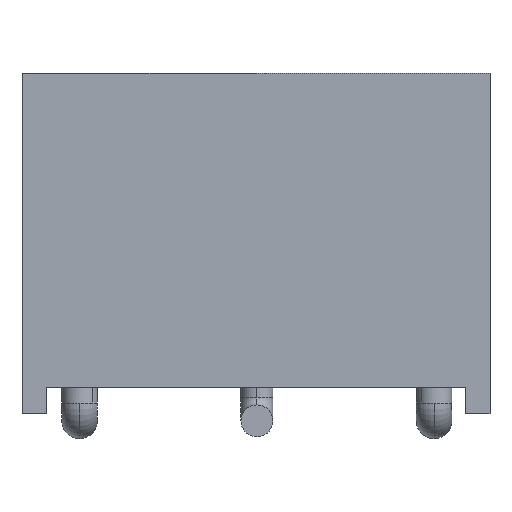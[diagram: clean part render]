
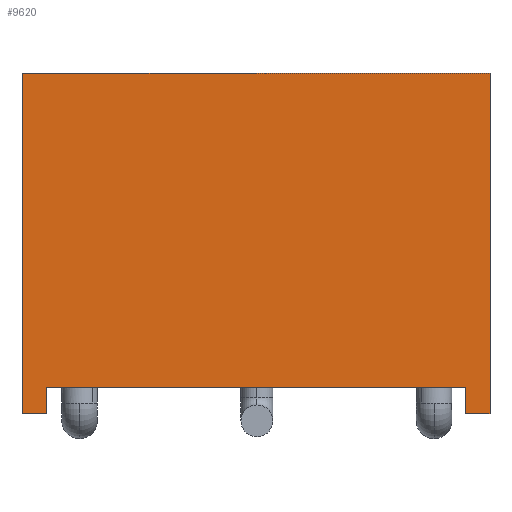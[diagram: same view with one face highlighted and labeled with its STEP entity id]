
A CAD part, front view. The second image highlights one B-rep face of the part: STEP entity #9620.
In plain terms, the highlighted planar face has unit normal (0, -1, 0).
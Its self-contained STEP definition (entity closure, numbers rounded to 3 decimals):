
#334 = CARTESIAN_POINT ( 'NONE',  ( -1.511, -4.801, 2.86 ) ) ;
#780 = VERTEX_POINT ( 'NONE', #3701 ) ;
#1187 = ORIENTED_EDGE ( 'NONE', *, *, #12265, .F. ) ;
#1355 = DIRECTION ( 'NONE',  ( 0., 0., 1. ) ) ;
#1361 = ORIENTED_EDGE ( 'NONE', *, *, #1381, .T. ) ;
#1381 = EDGE_CURVE ( 'NONE', #3055, #11351, #5476, .T. ) ;
#1728 = DIRECTION ( 'NONE',  ( 0., 0., -1. ) ) ;
#1779 = LINE ( 'NONE', #5261, #2475 ) ;
#1808 = DIRECTION ( 'NONE',  ( 0., -1., 0. ) ) ;
#1952 = DIRECTION ( 'NONE',  ( 0., 0., 1. ) ) ;
#2059 = ORIENTED_EDGE ( 'NONE', *, *, #14367, .T. ) ;
#2475 = VECTOR ( 'NONE', #15334, 1000. ) ;
#2540 = DIRECTION ( 'NONE',  ( 0., 0., 1. ) ) ;
#2694 = CARTESIAN_POINT ( 'NONE',  ( -1.156, -4.801, -2.017 ) ) ;
#2837 = DIRECTION ( 'NONE',  ( 0., 0., 1. ) ) ;
#2891 = CARTESIAN_POINT ( 'NONE',  ( 5.194, -4.801, -2.017 ) ) ;
#3055 = VERTEX_POINT ( 'NONE', #14995 ) ;
#3110 = CARTESIAN_POINT ( 'NONE',  ( -1.511, -4.801, -2.017 ) ) ;
#3468 = CARTESIAN_POINT ( 'NONE',  ( -1.156, -4.801, -2.017 ) ) ;
#3476 = VECTOR ( 'NONE', #1355, 1000. ) ;
#3594 = VECTOR ( 'NONE', #1952, 1000. ) ;
#3674 = CARTESIAN_POINT ( 'NONE',  ( 4.839, -4.801, -2.017 ) ) ;
#3701 = CARTESIAN_POINT ( 'NONE',  ( 4.839, -4.801, -1.636 ) ) ;
#4313 = FACE_OUTER_BOUND ( 'NONE', #13232, .T. ) ;
#4484 = DIRECTION ( 'NONE',  ( 1., 0., 0. ) ) ;
#4614 = CARTESIAN_POINT ( 'NONE',  ( -1.156, -4.801, -1.636 ) ) ;
#5261 = CARTESIAN_POINT ( 'NONE',  ( 4.839, -4.801, -2.017 ) ) ;
#5291 = ORIENTED_EDGE ( 'NONE', *, *, #15033, .T. ) ;
#5476 = LINE ( 'NONE', #3110, #7027 ) ;
#5599 = VECTOR ( 'NONE', #2540, 1000. ) ;
#5639 = CARTESIAN_POINT ( 'NONE',  ( -1.511, -4.801, 2.86 ) ) ;
#5984 = ORIENTED_EDGE ( 'NONE', *, *, #8874, .T. ) ;
#6017 = EDGE_CURVE ( 'NONE', #6877, #780, #9824, .T. ) ;
#6365 = VERTEX_POINT ( 'NONE', #7119 ) ;
#6877 = VERTEX_POINT ( 'NONE', #4614 ) ;
#7027 = VECTOR ( 'NONE', #12958, 1000. ) ;
#7119 = CARTESIAN_POINT ( 'NONE',  ( 5.194, -4.801, -2.017 ) ) ;
#7137 = VECTOR ( 'NONE', #2837, 1000. ) ;
#7331 = VECTOR ( 'NONE', #10877, 1000. ) ;
#7541 = CARTESIAN_POINT ( 'NONE',  ( -1.156, -4.801, -1.636 ) ) ;
#8874 = EDGE_CURVE ( 'NONE', #11351, #6877, #13829, .T. ) ;
#9193 = EDGE_CURVE ( 'NONE', #12124, #11507, #12799, .T. ) ;
#9198 = LINE ( 'NONE', #13086, #3594 ) ;
#9294 = PLANE ( 'NONE',  #15215 ) ;
#9620 = ADVANCED_FACE ( 'NONE', ( #4313 ), #9294, .T. ) ;
#9824 = LINE ( 'NONE', #7541, #7331 ) ;
#10877 = DIRECTION ( 'NONE',  ( 1., 0., 0. ) ) ;
#11351 = VERTEX_POINT ( 'NONE', #3468 ) ;
#11368 = CARTESIAN_POINT ( 'NONE',  ( 4.839, -4.801, -2.017 ) ) ;
#11507 = VERTEX_POINT ( 'NONE', #13143 ) ;
#12124 = VERTEX_POINT ( 'NONE', #334 ) ;
#12265 = EDGE_CURVE ( 'NONE', #3055, #12124, #9198, .T. ) ;
#12404 = ORIENTED_EDGE ( 'NONE', *, *, #15030, .F. ) ;
#12645 = VECTOR ( 'NONE', #4484, 1000. ) ;
#12799 = LINE ( 'NONE', #5639, #12645 ) ;
#12912 = LINE ( 'NONE', #11368, #7137 ) ;
#12958 = DIRECTION ( 'NONE',  ( 1., 0., 0. ) ) ;
#13086 = CARTESIAN_POINT ( 'NONE',  ( -1.511, -4.801, -2.017 ) ) ;
#13143 = CARTESIAN_POINT ( 'NONE',  ( 5.194, -4.801, 2.86 ) ) ;
#13232 = EDGE_LOOP ( 'NONE', ( #12404, #5291, #2059, #14800, #1187, #1361, #5984, #15297 ) ) ;
#13829 = LINE ( 'NONE', #2694, #5599 ) ;
#13860 = LINE ( 'NONE', #2891, #3476 ) ;
#14367 = EDGE_CURVE ( 'NONE', #6365, #11507, #13860, .T. ) ;
#14800 = ORIENTED_EDGE ( 'NONE', *, *, #9193, .F. ) ;
#14995 = CARTESIAN_POINT ( 'NONE',  ( -1.511, -4.801, -2.017 ) ) ;
#15030 = EDGE_CURVE ( 'NONE', #15658, #780, #12912, .T. ) ;
#15033 = EDGE_CURVE ( 'NONE', #15658, #6365, #1779, .T. ) ;
#15215 = AXIS2_PLACEMENT_3D ( 'NONE', #15440, #1808, #1728 ) ;
#15297 = ORIENTED_EDGE ( 'NONE', *, *, #6017, .T. ) ;
#15334 = DIRECTION ( 'NONE',  ( 1., 0., 0. ) ) ;
#15440 = CARTESIAN_POINT ( 'NONE',  ( -1.511, -4.801, -2.017 ) ) ;
#15658 = VERTEX_POINT ( 'NONE', #3674 ) ;
